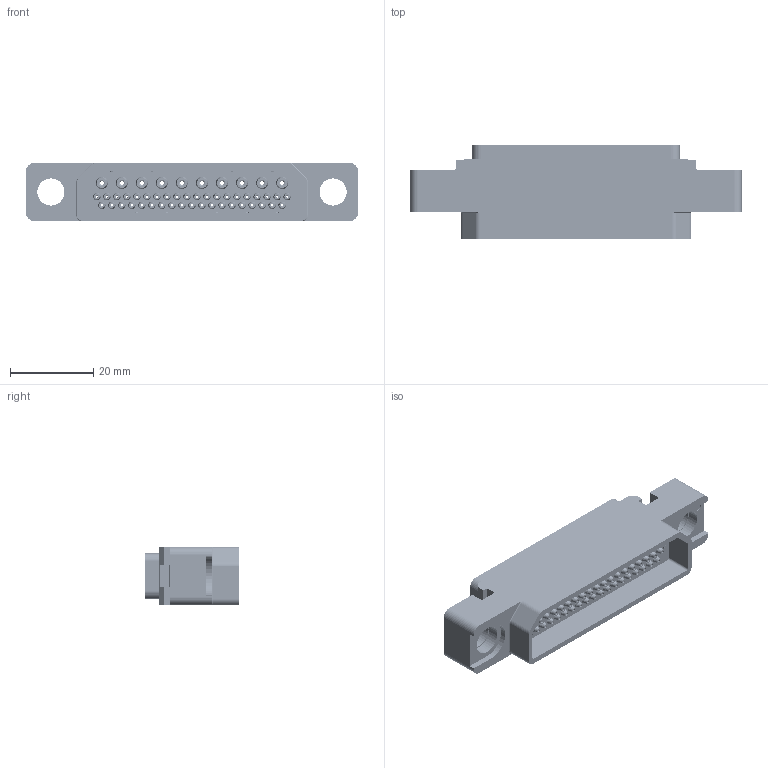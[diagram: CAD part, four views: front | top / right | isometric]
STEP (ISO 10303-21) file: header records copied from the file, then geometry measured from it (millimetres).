
FILE_DESCRIPTION((''),'2;1');
FILE_NAME('1900ND03P1X00C','2019-10-25T',('presta_be4'),(''),'CREO PARAMETRIC BY PTC INC, 2018360','CREO PARAMETRIC BY PTC INC, 2018360','');
FILE_SCHEMA(('CONFIG_CONTROL_DESIGN'));
Products named in the file (1): 1900ND03P1X00C
Bounding box: 80 x 22.77 x 14 mm (x, y, z)
Volume: 11182.3 mm3; surface area: 12469.5 mm2
Topology: 1 solids, 1 shells, 4560 faces, 10516 edges, 6268 vertices
Faces by surface type: plane 1548, cylinder 1203, torus 1093, cone 712, bspline 4
Entity records: 129152 total; most frequent: DIRECTION 24495, CARTESIAN_POINT 21964, ORIENTED_EDGE 21032, EDGE_CURVE 10516, AXIS2_PLACEMENT_3D 9492, VERTEX_POINT 6268, VECTOR 5511, LINE 5511
